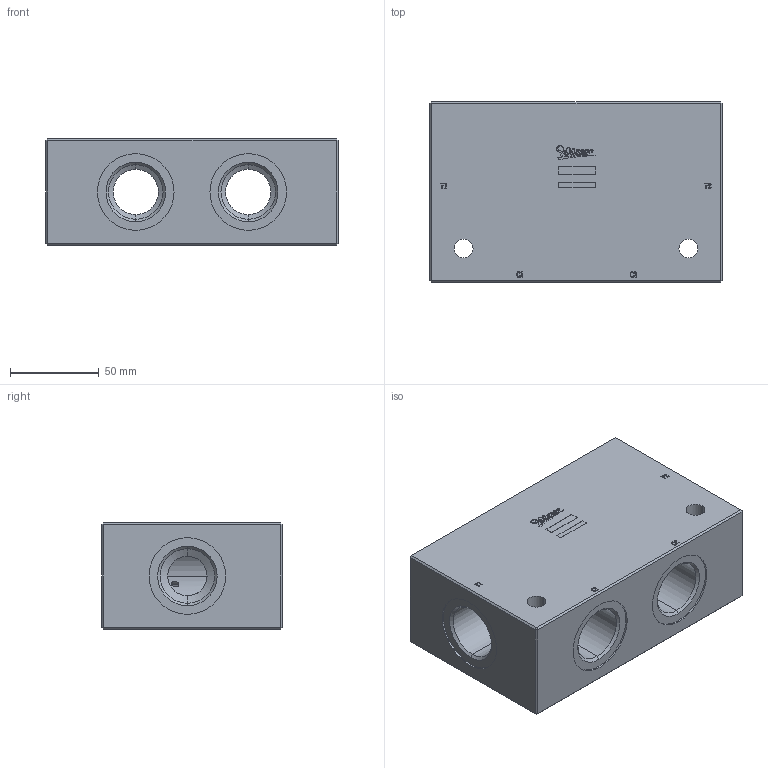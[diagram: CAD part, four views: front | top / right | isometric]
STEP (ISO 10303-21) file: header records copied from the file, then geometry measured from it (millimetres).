
FILE_DESCRIPTION (( 'STEP AP203' ), '1' );
FILE_NAME ('ML-240-CDW-17A3-17A3-G08-Z01.STEP', '2026-02-26T00:34:09', ( '' ), ( '' ), 'SwSTEP 2.0', 'SolidWorks 2018', '' );
FILE_SCHEMA (( 'CONFIG_CONTROL_DESIGN' ));
Length unit declared in the file: millimetre
Products named in the file (1): ML-240-CDW-17A3-17A3-G08-Z01
Bounding box: 165.1 x 102 x 60 mm (x, y, z)
Volume: 762744.2 mm3; surface area: 92714.2 mm2
Topology: 1 solids, 1 shells, 494 faces, 1335 edges, 864 vertices
Faces by surface type: cylinder 193, plane 157, bspline 104, cone 32, torus 8
Entity records: 18972 total; most frequent: CARTESIAN_POINT 6832, ORIENTED_EDGE 2670, DIRECTION 2303, EDGE_CURVE 1335, VERTEX_POINT 864, AXIS2_PLACEMENT_3D 801, VECTOR 701, LINE 701
